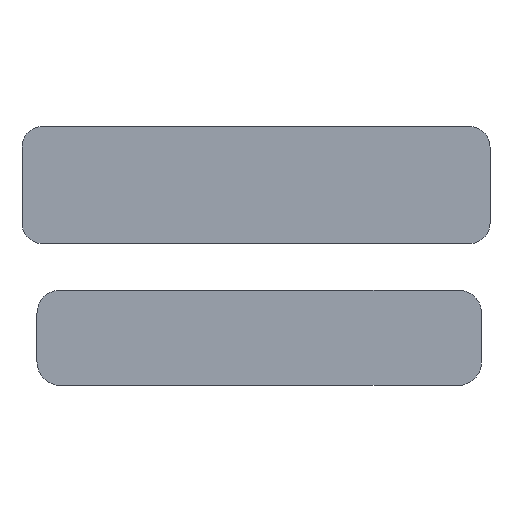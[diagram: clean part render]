
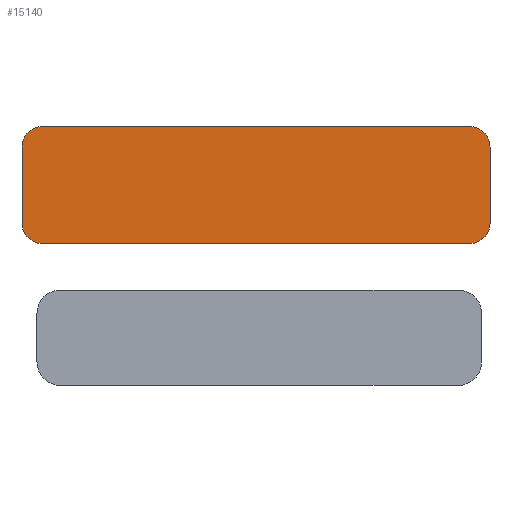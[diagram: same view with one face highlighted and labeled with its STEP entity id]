
A CAD part, left-side view. The second image highlights one B-rep face of the part: STEP entity #15140.
In plain terms, the highlighted planar face has unit normal (-1, 0, 0).
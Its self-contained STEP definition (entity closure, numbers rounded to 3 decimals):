
#2404=PLANE('',#15793);
#2701=FACE_OUTER_BOUND('',#3568,.T.);
#3568=EDGE_LOOP('',(#11422,#11423,#11424,#11425,#11426,#11427,#11428,#11429));
#4204=LINE('',#17916,#5074);
#4209=LINE('',#17930,#5079);
#4447=LINE('',#20447,#5317);
#4448=LINE('',#20449,#5318);
#5074=VECTOR('',#15912,10.);
#5079=VECTOR('',#15927,10.);
#5317=VECTOR('',#16209,10.);
#5318=VECTOR('',#16212,10.);
#5932=CIRCLE('',#15757,3.5);
#5937=CIRCLE('',#15765,3.5);
#5938=CIRCLE('',#15767,3.5);
#5939=CIRCLE('',#15770,3.5);
#5948=VERTEX_POINT('',#17008);
#5949=VERTEX_POINT('',#17009);
#6182=VERTEX_POINT('',#17915);
#6183=VERTEX_POINT('',#17919);
#6184=VERTEX_POINT('',#17923);
#6185=VERTEX_POINT('',#17924);
#6186=VERTEX_POINT('',#17929);
#6187=VERTEX_POINT('',#17933);
#7572=EDGE_CURVE('',#5948,#5949,#5932,.T.);
#7807=EDGE_CURVE('',#6182,#5949,#4204,.T.);
#7809=EDGE_CURVE('',#6182,#6183,#5937,.T.);
#7811=EDGE_CURVE('',#6184,#6185,#5938,.T.);
#7814=EDGE_CURVE('',#6186,#6185,#4209,.T.);
#7816=EDGE_CURVE('',#6186,#6187,#5939,.T.);
#8281=EDGE_CURVE('',#5948,#6187,#4447,.T.);
#8282=EDGE_CURVE('',#6184,#6183,#4448,.T.);
#11422=ORIENTED_EDGE('',*,*,#7572,.F.);
#11423=ORIENTED_EDGE('',*,*,#8281,.T.);
#11424=ORIENTED_EDGE('',*,*,#7816,.F.);
#11425=ORIENTED_EDGE('',*,*,#7814,.T.);
#11426=ORIENTED_EDGE('',*,*,#7811,.F.);
#11427=ORIENTED_EDGE('',*,*,#8282,.T.);
#11428=ORIENTED_EDGE('',*,*,#7809,.F.);
#11429=ORIENTED_EDGE('',*,*,#7807,.T.);
#15140=ADVANCED_FACE('',(#2701),#2404,.T.);
#15757=AXIS2_PLACEMENT_3D('',#17010,#15886,#15887);
#15765=AXIS2_PLACEMENT_3D('',#17920,#15916,#15917);
#15767=AXIS2_PLACEMENT_3D('',#17925,#15921,#15922);
#15770=AXIS2_PLACEMENT_3D('',#17934,#15931,#15932);
#15793=AXIS2_PLACEMENT_3D('',#20451,#16215,#16216);
#15886=DIRECTION('center_axis',(1.,0.,0.));
#15887=DIRECTION('ref_axis',(0.,-0.707,-0.707));
#15912=DIRECTION('',(0.,-1.,0.));
#15916=DIRECTION('center_axis',(1.,0.,0.));
#15917=DIRECTION('ref_axis',(0.,0.707,-0.707));
#15921=DIRECTION('center_axis',(1.,0.,0.));
#15922=DIRECTION('ref_axis',(0.,0.707,0.707));
#15927=DIRECTION('',(0.,1.,0.));
#15931=DIRECTION('center_axis',(1.,0.,0.));
#15932=DIRECTION('ref_axis',(0.,-0.707,0.707));
#16209=DIRECTION('',(0.,0.,1.));
#16212=DIRECTION('',(0.,0.,-1.));
#16215=DIRECTION('center_axis',(-1.,0.,0.));
#16216=DIRECTION('ref_axis',(0.,0.,1.));
#17008=CARTESIAN_POINT('',(-3.,-80.,3.5));
#17009=CARTESIAN_POINT('',(-3.,-76.5,0.));
#17010=CARTESIAN_POINT('Origin',(-3.,-76.5,3.5));
#17915=CARTESIAN_POINT('',(-3.,-3.5,0.));
#17916=CARTESIAN_POINT('',(-3.,0.,0.));
#17919=CARTESIAN_POINT('',(-3.,0.,3.5));
#17920=CARTESIAN_POINT('Origin',(-3.,-3.5,3.5));
#17923=CARTESIAN_POINT('',(-3.,0.,16.5));
#17924=CARTESIAN_POINT('',(-3.,-3.5,20.));
#17925=CARTESIAN_POINT('Origin',(-3.,-3.5,16.5));
#17929=CARTESIAN_POINT('',(-3.,-76.5,20.));
#17930=CARTESIAN_POINT('',(-3.,-80.,20.));
#17933=CARTESIAN_POINT('',(-3.,-80.,16.5));
#17934=CARTESIAN_POINT('Origin',(-3.,-76.5,16.5));
#20447=CARTESIAN_POINT('',(-3.,-80.,0.));
#20449=CARTESIAN_POINT('',(-3.,0.,20.));
#20451=CARTESIAN_POINT('Origin',(-3.,-40.,10.));
